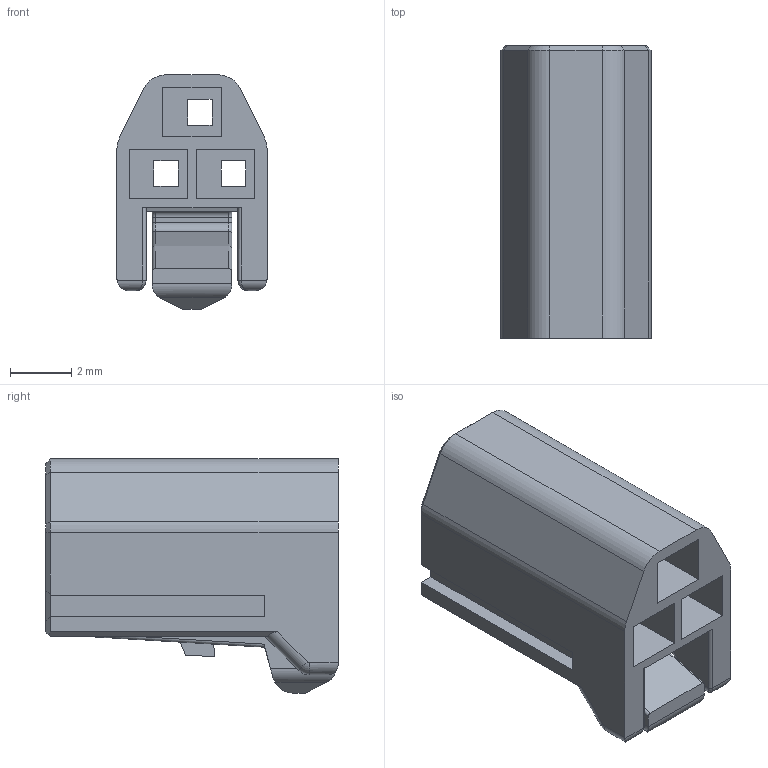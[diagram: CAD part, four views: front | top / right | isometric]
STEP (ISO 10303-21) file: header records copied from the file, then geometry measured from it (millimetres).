
FILE_DESCRIPTION(('CoCreate Modeling STEP Export'),'2;1');
FILE_NAME('DF62C-3S-2.2C.stp','2014-01-27T16:36:23',(''),(''),'CoCreate Modeling STEP processor for AP214 (Solid Model)','CoCreate Modeling 17.0 01-Apr-2010 (C) Parametric Technology GmbH','');
FILE_SCHEMA(('AUTOMOTIVE_DESIGN { 1 0 10303 214 1 1 1 1 }'));
Length unit declared in the file: millimetre
Products named in the file (1): DF62C-3S-2.2C
Bounding box: 4.9 x 9.55 x 7.65 mm (x, y, z)
Volume: 142.3 mm3; surface area: 536.7 mm2
Topology: 1 solids, 1 shells, 141 faces, 365 edges, 228 vertices
Faces by surface type: plane 90, cylinder 35, torus 10, cone 4, bspline 2
Entity records: 4919 total; most frequent: CARTESIAN_POINT 1439, ORIENTED_EDGE 726, DIRECTION 705, EDGE_CURVE 363, VECTOR 273, LINE 273, VERTEX_POINT 228, AXIS2_PLACEMENT_3D 216
